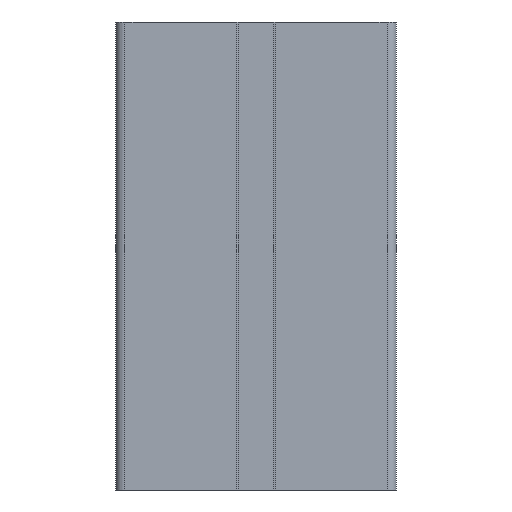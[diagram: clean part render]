
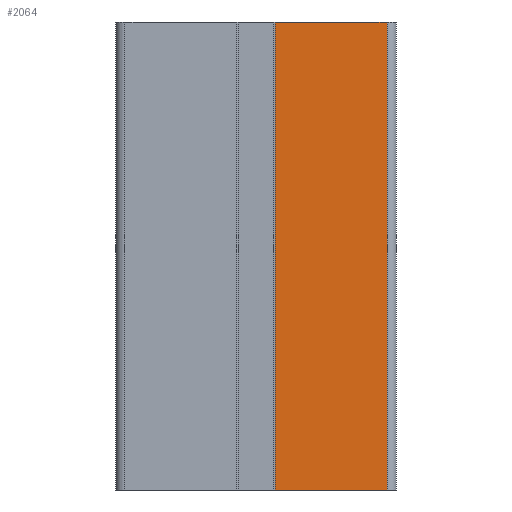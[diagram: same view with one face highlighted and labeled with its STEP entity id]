
A CAD part, left-side view. The second image highlights one B-rep face of the part: STEP entity #2064.
In plain terms, the highlighted planar face has unit normal (-1, 0, 0).
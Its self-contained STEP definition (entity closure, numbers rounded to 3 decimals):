
#27=PLANE('',#2235);
#96=FACE_OUTER_BOUND('',#208,.T.);
#208=EDGE_LOOP('',(#1509,#1510,#1511,#1512));
#330=LINE('',#3036,#563);
#384=LINE('',#3218,#617);
#386=LINE('',#3222,#619);
#387=LINE('',#3223,#620);
#563=VECTOR('',#2414,10.);
#617=VECTOR('',#2544,10.);
#619=VECTOR('',#2548,10.);
#620=VECTOR('',#2549,10.);
#882=VERTEX_POINT('',#3033);
#883=VERTEX_POINT('',#3035);
#973=VERTEX_POINT('',#3216);
#974=VERTEX_POINT('',#3221);
#1095=EDGE_CURVE('',#883,#882,#330,.T.);
#1186=EDGE_CURVE('',#973,#882,#384,.T.);
#1188=EDGE_CURVE('',#974,#973,#386,.T.);
#1189=EDGE_CURVE('',#974,#883,#387,.T.);
#1509=ORIENTED_EDGE('',*,*,#1186,.F.);
#1510=ORIENTED_EDGE('',*,*,#1188,.F.);
#1511=ORIENTED_EDGE('',*,*,#1189,.T.);
#1512=ORIENTED_EDGE('',*,*,#1095,.T.);
#2064=ADVANCED_FACE('',(#96),#27,.T.);
#2235=AXIS2_PLACEMENT_3D('',#3220,#2546,#2547);
#2414=DIRECTION('',(0.,-1.,0.));
#2544=DIRECTION('',(0.,0.,-1.));
#2546=DIRECTION('center_axis',(-1.,0.,0.));
#2547=DIRECTION('ref_axis',(0.,-1.,0.));
#2548=DIRECTION('',(0.,-1.,0.));
#2549=DIRECTION('',(0.,0.,-1.));
#3033=CARTESIAN_POINT('',(-30.,-28.,0.));
#3035=CARTESIAN_POINT('',(-30.,-4.15,0.));
#3036=CARTESIAN_POINT('',(-30.,30.,0.));
#3216=CARTESIAN_POINT('',(-30.,-28.,100.));
#3218=CARTESIAN_POINT('',(-30.,-28.,0.));
#3220=CARTESIAN_POINT('Origin',(-30.,30.,0.));
#3221=CARTESIAN_POINT('',(-30.,-4.15,100.));
#3222=CARTESIAN_POINT('',(-30.,30.,100.));
#3223=CARTESIAN_POINT('',(-30.,-4.15,0.));
